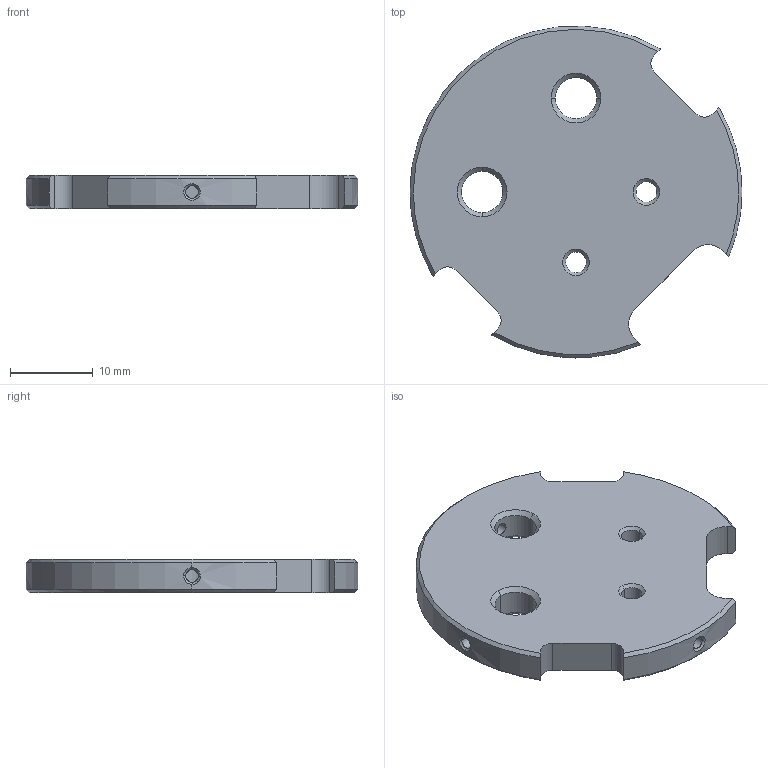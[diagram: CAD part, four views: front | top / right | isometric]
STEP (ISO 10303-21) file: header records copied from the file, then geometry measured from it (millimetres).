
FILE_DESCRIPTION(('CATIA V5 STEP Exchange'),'2;1');
FILE_NAME('bague para.stp','2018-06-07T18:34:16+00:00',('none'),('none'),'CATIA Version 5 Release 21 GA (IN-10)','CATIA V5 STEP AP203','none');
FILE_SCHEMA(('CONFIG_CONTROL_DESIGN'));
Length unit declared in the file: millimetre
Products named in the file (1): bague para
Bounding box: 40 x 40 x 4 mm (x, y, z)
Volume: 4262 mm3; surface area: 2987.1 mm2
Topology: 1 solids, 1 shells, 74 faces, 192 edges, 120 vertices
Faces by surface type: cylinder 27, cone 22, plane 13, bspline 12
Entity records: 2643 total; most frequent: CARTESIAN_POINT 976, ORIENTED_EDGE 384, DIRECTION 236, EDGE_CURVE 192, VERTEX_POINT 120, AXIS2_PLACEMENT_3D 117, EDGE_LOOP 86, ADVANCED_FACE 74
